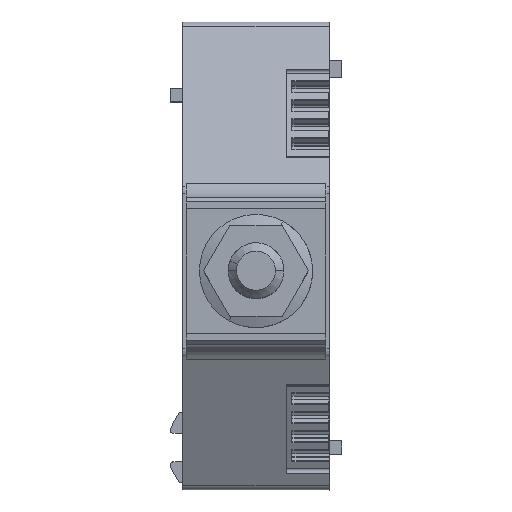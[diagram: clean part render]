
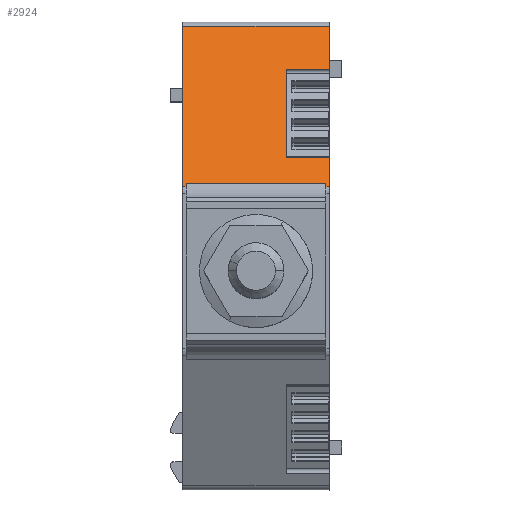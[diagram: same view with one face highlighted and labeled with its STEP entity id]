
A CAD part, top view. The second image highlights one B-rep face of the part: STEP entity #2924.
In plain terms, the highlighted planar face has unit normal (0, 0.478, 0.878).
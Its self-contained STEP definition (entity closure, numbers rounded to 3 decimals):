
#2858=AXIS2_PLACEMENT_3D('Plane Axis2P3D',#2855,#2856,#2857) ;
#1542=CARTESIAN_POINT('Vertex',(1.8,43.373,22.607)) ;
#1545=CARTESIAN_POINT('Line Origine',(1.8,54.873,16.352)) ;
#1549=CARTESIAN_POINT('Vertex',(1.8,66.373,10.098)) ;
#2276=CARTESIAN_POINT('Vertex',(22.8,66.373,10.098)) ;
#2279=CARTESIAN_POINT('Line Origine',(22.8,63.311,11.763)) ;
#2283=CARTESIAN_POINT('Vertex',(22.8,60.25,13.428)) ;
#2451=CARTESIAN_POINT('Vertex',(22.8,47.599,20.308)) ;
#2454=CARTESIAN_POINT('Line Origine',(22.8,45.486,21.458)) ;
#2458=CARTESIAN_POINT('Vertex',(22.8,43.373,22.607)) ;
#2836=CARTESIAN_POINT('Line Origine',(22.55,43.373,22.607)) ;
#2840=CARTESIAN_POINT('Vertex',(2.3,43.373,22.607)) ;
#2855=CARTESIAN_POINT('Axis2P3D Location',(12.3,41.8,23.462)) ;
#2860=CARTESIAN_POINT('Line Origine',(22.55,43.373,22.607)) ;
#2864=CARTESIAN_POINT('Vertex',(22.3,43.373,22.607)) ;
#2867=CARTESIAN_POINT('Line Origine',(19.7,47.599,20.308)) ;
#2871=CARTESIAN_POINT('Vertex',(16.6,47.599,20.308)) ;
#2874=CARTESIAN_POINT('Line Origine',(16.6,53.925,16.868)) ;
#2878=CARTESIAN_POINT('Vertex',(16.6,60.25,13.428)) ;
#2881=CARTESIAN_POINT('Line Origine',(19.7,60.25,13.428)) ;
#2886=CARTESIAN_POINT('Line Origine',(12.3,66.373,10.098)) ;
#2891=CARTESIAN_POINT('Line Origine',(2.3,43.631,22.467)) ;
#2895=CARTESIAN_POINT('Vertex',(2.3,43.889,22.326)) ;
#2898=CARTESIAN_POINT('Line Origine',(12.3,43.889,22.326)) ;
#2902=CARTESIAN_POINT('Vertex',(22.3,43.889,22.326)) ;
#2905=CARTESIAN_POINT('Line Origine',(22.3,43.631,22.467)) ;
#1546=DIRECTION('Vector Direction',(0.,-0.878,0.478)) ;
#2280=DIRECTION('Vector Direction',(0.,-0.878,0.478)) ;
#2455=DIRECTION('Vector Direction',(0.,-0.878,0.478)) ;
#2837=DIRECTION('Vector Direction',(1.,0.,0.)) ;
#2856=DIRECTION('Axis2P3D Direction',(0.,-0.478,-0.878)) ;
#2857=DIRECTION('Axis2P3D XDirection',(0.,0.878,-0.478)) ;
#2861=DIRECTION('Vector Direction',(-1.,0.,0.)) ;
#2868=DIRECTION('Vector Direction',(-1.,0.,0.)) ;
#2875=DIRECTION('Vector Direction',(0.,0.878,-0.478)) ;
#2882=DIRECTION('Vector Direction',(-1.,0.,0.)) ;
#2887=DIRECTION('Vector Direction',(1.,0.,0.)) ;
#2892=DIRECTION('Vector Direction',(0.,-0.878,0.478)) ;
#2899=DIRECTION('Vector Direction',(-1.,0.,0.)) ;
#2906=DIRECTION('Vector Direction',(0.,-0.878,0.478)) ;
#1547=VECTOR('Line Direction',#1546,1.) ;
#2281=VECTOR('Line Direction',#2280,1.) ;
#2456=VECTOR('Line Direction',#2455,1.) ;
#2838=VECTOR('Line Direction',#2837,1.) ;
#2862=VECTOR('Line Direction',#2861,1.) ;
#2869=VECTOR('Line Direction',#2868,1.) ;
#2876=VECTOR('Line Direction',#2875,1.) ;
#2883=VECTOR('Line Direction',#2882,1.) ;
#2888=VECTOR('Line Direction',#2887,1.) ;
#2893=VECTOR('Line Direction',#2892,1.) ;
#2900=VECTOR('Line Direction',#2899,1.) ;
#2907=VECTOR('Line Direction',#2906,1.) ;
#2911=ORIENTED_EDGE('',*,*,#2866,.F.) ;
#2912=ORIENTED_EDGE('',*,*,#2460,.F.) ;
#2913=ORIENTED_EDGE('',*,*,#2873,.T.) ;
#2914=ORIENTED_EDGE('',*,*,#2880,.T.) ;
#2915=ORIENTED_EDGE('',*,*,#2885,.F.) ;
#2916=ORIENTED_EDGE('',*,*,#2285,.F.) ;
#2917=ORIENTED_EDGE('',*,*,#2890,.T.) ;
#2918=ORIENTED_EDGE('',*,*,#1551,.T.) ;
#2919=ORIENTED_EDGE('',*,*,#2842,.F.) ;
#2920=ORIENTED_EDGE('',*,*,#2897,.T.) ;
#2921=ORIENTED_EDGE('',*,*,#2904,.F.) ;
#2922=ORIENTED_EDGE('',*,*,#2909,.F.) ;
#2924=ADVANCED_FACE('V2',(#2923),#2859,.F.) ;
#1551=EDGE_CURVE('',#1550,#1543,#1548,.T.) ;
#2285=EDGE_CURVE('',#2277,#2284,#2282,.T.) ;
#2460=EDGE_CURVE('',#2452,#2459,#2457,.T.) ;
#2842=EDGE_CURVE('',#2841,#1543,#2839,.F.) ;
#2866=EDGE_CURVE('',#2459,#2865,#2863,.T.) ;
#2873=EDGE_CURVE('',#2452,#2872,#2870,.T.) ;
#2880=EDGE_CURVE('',#2872,#2879,#2877,.T.) ;
#2885=EDGE_CURVE('',#2284,#2879,#2884,.T.) ;
#2890=EDGE_CURVE('',#2277,#1550,#2889,.F.) ;
#2897=EDGE_CURVE('',#2841,#2896,#2894,.F.) ;
#2904=EDGE_CURVE('',#2903,#2896,#2901,.T.) ;
#2909=EDGE_CURVE('',#2865,#2903,#2908,.F.) ;
#2910=EDGE_LOOP('',(#2911,#2912,#2913,#2914,#2915,#2916,#2917,#2918,#2919,#2920,#2921,#2922)) ;
#2923=FACE_OUTER_BOUND('',#2910,.T.) ;
#1548=LINE('Line',#1545,#1547) ;
#2282=LINE('Line',#2279,#2281) ;
#2457=LINE('Line',#2454,#2456) ;
#2839=LINE('Line',#2836,#2838) ;
#2863=LINE('Line',#2860,#2862) ;
#2870=LINE('Line',#2867,#2869) ;
#2877=LINE('Line',#2874,#2876) ;
#2884=LINE('Line',#2881,#2883) ;
#2889=LINE('Line',#2886,#2888) ;
#2894=LINE('Line',#2891,#2893) ;
#2901=LINE('Line',#2898,#2900) ;
#2908=LINE('Line',#2905,#2907) ;
#2859=PLANE('',#2858) ;
#1543=VERTEX_POINT('',#1542) ;
#1550=VERTEX_POINT('',#1549) ;
#2277=VERTEX_POINT('',#2276) ;
#2284=VERTEX_POINT('',#2283) ;
#2452=VERTEX_POINT('',#2451) ;
#2459=VERTEX_POINT('',#2458) ;
#2841=VERTEX_POINT('',#2840) ;
#2865=VERTEX_POINT('',#2864) ;
#2872=VERTEX_POINT('',#2871) ;
#2879=VERTEX_POINT('',#2878) ;
#2896=VERTEX_POINT('',#2895) ;
#2903=VERTEX_POINT('',#2902) ;
